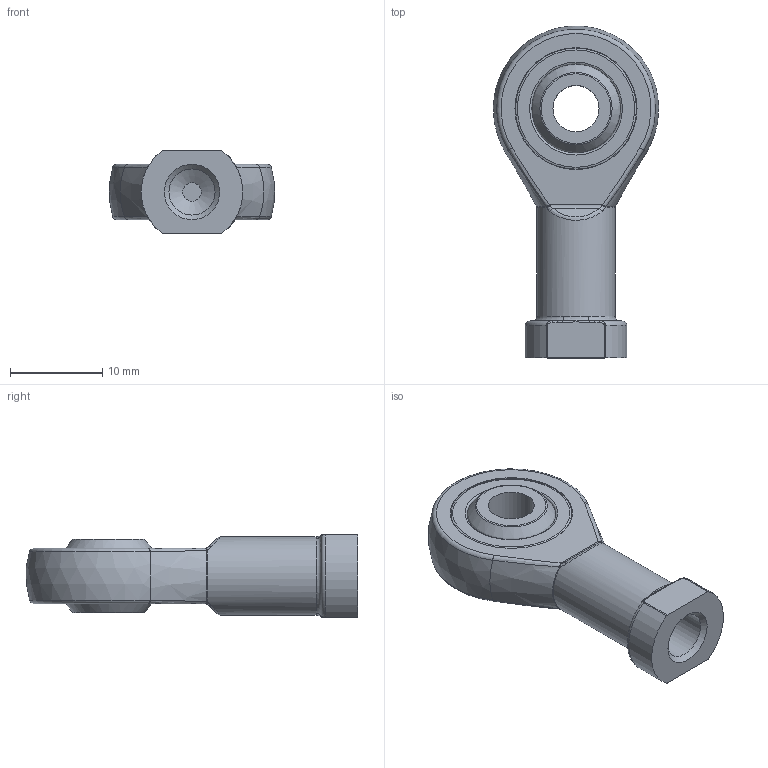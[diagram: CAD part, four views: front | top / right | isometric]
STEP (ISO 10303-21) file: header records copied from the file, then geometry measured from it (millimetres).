
FILE_DESCRIPTION (( 'STEP AP214' ), '1' );
FILE_NAME ('73.01.01.0003.step', '2021-04-07T12:36:20', ( '' ), ( '' ), 'SwSTEP 2.0', 'SolidWorks 2021', '' );
FILE_SCHEMA (( 'AUTOMOTIVE_DESIGN' ));
Length unit declared in the file: millimetre
Products named in the file (1): 73.01.01.0003
Bounding box: 17.9 x 35.96 x 9 mm (x, y, z)
Volume: 2403.1 mm3; surface area: 2535.8 mm2
Topology: 3 solids, 3 shells, 88 faces, 203 edges, 118 vertices
Faces by surface type: bspline 34, cylinder 17, plane 14, torus 12, cone 8, sphere 3
Full cylindrical faces by diameter (mm): 5 x2, 8.5 x1, 13.11 x2
Entity records: 3152 total; most frequent: CARTESIAN_POINT 1453, ORIENTED_EDGE 348, DIRECTION 304, EDGE_CURVE 174, AXIS2_PLACEMENT_3D 141, EDGE_LOOP 112, VERTEX_POINT 110, FACE_OUTER_BOUND 95
